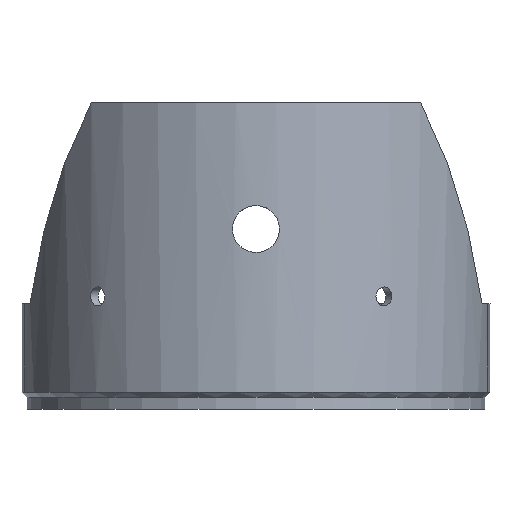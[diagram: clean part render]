
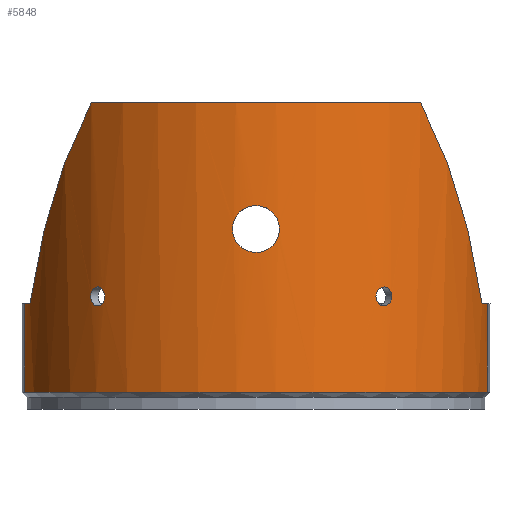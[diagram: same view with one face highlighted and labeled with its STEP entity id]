
A CAD part, left-side view. The second image highlights one B-rep face of the part: STEP entity #5848.
In plain terms, the highlighted cylindrical face has radius 39.87 mm (diameter 79.739 mm), a partial arc.
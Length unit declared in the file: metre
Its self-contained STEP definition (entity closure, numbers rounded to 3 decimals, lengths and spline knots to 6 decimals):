
#268=ELLIPSE('',#6196,0.085474,0.03987);
#269=ELLIPSE('',#6198,0.085474,0.03987);
#276=LINE('',#8357,#697);
#277=LINE('',#8470,#698);
#697=VECTOR('',#6741,1.);
#698=VECTOR('',#6748,1.);
#1118=CIRCLE('',#6193,0.03987);
#1119=CIRCLE('',#6194,0.03987);
#1120=CIRCLE('',#6195,0.03987);
#1121=CIRCLE('',#6197,0.03987);
#1347=ORIENTED_EDGE('',*,*,#3215,.T.);
#1348=ORIENTED_EDGE('',*,*,#3216,.T.);
#1349=ORIENTED_EDGE('',*,*,#3217,.T.);
#1350=ORIENTED_EDGE('',*,*,#3218,.F.);
#1351=ORIENTED_EDGE('',*,*,#3212,.T.);
#1352=ORIENTED_EDGE('',*,*,#3219,.T.);
#1353=ORIENTED_EDGE('',*,*,#3220,.F.);
#1354=ORIENTED_EDGE('',*,*,#3221,.F.);
#1355=ORIENTED_EDGE('',*,*,#3222,.F.);
#1356=ORIENTED_EDGE('',*,*,#3223,.F.);
#1357=ORIENTED_EDGE('',*,*,#3224,.F.);
#3212=EDGE_CURVE('',#4146,#4147,#276,.T.);
#3215=EDGE_CURVE('',#4148,#4148,#4766,.T.);
#3216=EDGE_CURVE('',#4149,#4149,#4767,.T.);
#3217=EDGE_CURVE('',#4150,#4150,#4768,.T.);
#3218=EDGE_CURVE('',#4146,#4151,#1118,.T.);
#3219=EDGE_CURVE('',#4147,#4152,#1119,.T.);
#3220=EDGE_CURVE('',#4153,#4152,#277,.T.);
#3221=EDGE_CURVE('',#4154,#4153,#1120,.T.);
#3222=EDGE_CURVE('',#4155,#4154,#268,.T.);
#3223=EDGE_CURVE('',#4156,#4155,#1121,.T.);
#3224=EDGE_CURVE('',#4151,#4156,#269,.T.);
#4146=VERTEX_POINT('',#8358);
#4147=VERTEX_POINT('',#8359);
#4148=VERTEX_POINT('',#8441);
#4149=VERTEX_POINT('',#8453);
#4150=VERTEX_POINT('',#8465);
#4151=VERTEX_POINT('',#8467);
#4152=VERTEX_POINT('',#8469);
#4153=VERTEX_POINT('',#8471);
#4154=VERTEX_POINT('',#8473);
#4155=VERTEX_POINT('',#8475);
#4156=VERTEX_POINT('',#8477);
#4766=B_SPLINE_CURVE_WITH_KNOTS('',3,(#8430,#8431,#8432,#8433,#8434,#8435,
#8436,#8437,#8438,#8439,#8440),.UNSPECIFIED.,.T.,.F.,(1,1,1,1,1,1,1,1,1,
1,1,1,1,1,1),(-0.003778,-0.002519,-0.001259,
0.,0.001259,0.002519,0.003778,0.005037,
0.006296,0.007556,0.008815,0.010074,
0.011334,0.012593,0.013852),.UNSPECIFIED.);
#4767=B_SPLINE_CURVE_WITH_KNOTS('',3,(#8442,#8443,#8444,#8445,#8446,#8447,
#8448,#8449,#8450,#8451,#8452),.UNSPECIFIED.,.T.,.F.,(1,1,1,1,1,1,1,1,1,
1,1,1,1,1,1),(-0.003778,-0.002519,-0.001259,
0.,0.001259,0.002519,0.003778,0.005037,
0.006296,0.007556,0.008815,0.010074,
0.011334,0.012593,0.013852),.UNSPECIFIED.);
#4768=B_SPLINE_CURVE_WITH_KNOTS('',3,(#8454,#8455,#8456,#8457,#8458,#8459,
#8460,#8461,#8462,#8463,#8464),.UNSPECIFIED.,.T.,.F.,(1,1,1,1,1,1,1,1,1,
1,1,1,1,1,1),(-0.009384,-0.006256,-0.003128,
0.,0.003128,0.006256,0.009384,
0.012512,0.01564,0.018768,0.021896,
0.025024,0.028153,0.031281,0.034409),
 .UNSPECIFIED.);
#5069=EDGE_LOOP('',(#1347));
#5070=EDGE_LOOP('',(#1348));
#5071=EDGE_LOOP('',(#1349));
#5072=EDGE_LOOP('',(#1350,#1351,#1352,#1353,#1354,#1355,#1356,#1357));
#5425=FACE_BOUND('',#5069,.T.);
#5426=FACE_BOUND('',#5070,.T.);
#5427=FACE_BOUND('',#5071,.T.);
#5428=FACE_BOUND('',#5072,.T.);
#5774=CYLINDRICAL_SURFACE('',#6192,0.03987);
#5848=ADVANCED_FACE('',(#5425,#5426,#5427,#5428),#5774,.T.);
#6192=AXIS2_PLACEMENT_3D('',#8429,#6742,#6743);
#6193=AXIS2_PLACEMENT_3D('',#8466,#6744,#6745);
#6194=AXIS2_PLACEMENT_3D('',#8468,#6746,#6747);
#6195=AXIS2_PLACEMENT_3D('',#8472,#6749,#6750);
#6196=AXIS2_PLACEMENT_3D('',#8474,#6751,#6752);
#6197=AXIS2_PLACEMENT_3D('',#8476,#6753,#6754);
#6198=AXIS2_PLACEMENT_3D('',#8478,#6755,#6756);
#6741=DIRECTION('',(0.,0.,-1.));
#6742=DIRECTION('',(0.,0.,-1.));
#6743=DIRECTION('',(-1.,0.,0.));
#6744=DIRECTION('',(0.,0.,1.));
#6745=DIRECTION('',(1.,0.,0.));
#6746=DIRECTION('',(0.,0.,1.));
#6747=DIRECTION('',(1.,0.,0.));
#6748=DIRECTION('',(0.,0.,-1.));
#6749=DIRECTION('',(0.,0.,1.));
#6750=DIRECTION('',(1.,0.,0.));
#6751=DIRECTION('',(0.885,0.,0.466));
#6752=DIRECTION('',(0.466,0.,-0.885));
#6753=DIRECTION('',(0.,0.,1.));
#6754=DIRECTION('',(1.,0.,0.));
#6755=DIRECTION('',(0.885,0.,0.466));
#6756=DIRECTION('',(0.466,0.,-0.885));
#8357=CARTESIAN_POINT('',(-0.006,0.039416,0.0522));
#8358=CARTESIAN_POINT('',(-0.006,0.039416,0.018));
#8359=CARTESIAN_POINT('',(-0.006,0.039416,0.002895));
#8429=CARTESIAN_POINT('',(0.,0.,0.0522));
#8430=CARTESIAN_POINT('',(-0.028467,0.02792,0.017949));
#8431=CARTESIAN_POINT('',(-0.028094,0.028289,0.019213));
#8432=CARTESIAN_POINT('',(-0.028466,0.02792,0.020475));
#8433=CARTESIAN_POINT('',(-0.029338,0.027009,0.020998));
#8434=CARTESIAN_POINT('',(-0.030176,0.026063,0.020476));
#8435=CARTESIAN_POINT('',(-0.030512,0.025662,0.019213));
#8436=CARTESIAN_POINT('',(-0.030177,0.026062,0.017952));
#8437=CARTESIAN_POINT('',(-0.02934,0.027007,0.017427));
#8438=CARTESIAN_POINT('',(-0.028467,0.02792,0.017949));
#8439=CARTESIAN_POINT('',(-0.028094,0.028289,0.019213));
#8440=CARTESIAN_POINT('',(-0.028466,0.02792,0.020475));
#8441=CARTESIAN_POINT('',(-0.028218,0.028166,0.019213));
#8442=CARTESIAN_POINT('',(-0.034054,-0.020742,0.017949));
#8443=CARTESIAN_POINT('',(-0.03432,-0.020289,0.019213));
#8444=CARTESIAN_POINT('',(-0.034054,-0.020741,0.020475));
#8445=CARTESIAN_POINT('',(-0.033385,-0.02181,0.020998));
#8446=CARTESIAN_POINT('',(-0.032674,-0.022854,0.020476));
#8447=CARTESIAN_POINT('',(-0.032367,-0.023279,0.019213));
#8448=CARTESIAN_POINT('',(-0.032673,-0.022856,0.017952));
#8449=CARTESIAN_POINT('',(-0.033383,-0.021813,0.017427));
#8450=CARTESIAN_POINT('',(-0.034054,-0.020742,0.017949));
#8451=CARTESIAN_POINT('',(-0.03432,-0.020289,0.019213));
#8452=CARTESIAN_POINT('',(-0.034054,-0.020741,0.020475));
#8453=CARTESIAN_POINT('',(-0.034232,-0.02044,0.019213));
#8454=CARTESIAN_POINT('',(-0.039769,-0.003138,0.027568));
#8455=CARTESIAN_POINT('',(-0.03992,0.000001,0.026266));
#8456=CARTESIAN_POINT('',(-0.039769,0.003135,0.027567));
#8457=CARTESIAN_POINT('',(-0.039618,0.004432,0.030697));
#8458=CARTESIAN_POINT('',(-0.039769,0.003136,0.033834));
#8459=CARTESIAN_POINT('',(-0.03992,0.000001,0.035132));
#8460=CARTESIAN_POINT('',(-0.03977,-0.003131,0.033838));
#8461=CARTESIAN_POINT('',(-0.039618,-0.004433,0.030704));
#8462=CARTESIAN_POINT('',(-0.039769,-0.003138,0.027568));
#8463=CARTESIAN_POINT('',(-0.03992,0.000001,0.026266));
#8464=CARTESIAN_POINT('',(-0.039769,0.003135,0.027567));
#8465=CARTESIAN_POINT('',(-0.03987,0.,0.0267));
#8466=CARTESIAN_POINT('',(0.,0.,0.018));
#8467=CARTESIAN_POINT('',(-0.010306,0.038515,0.018));
#8468=CARTESIAN_POINT('',(0.,0.,0.002895));
#8469=CARTESIAN_POINT('',(-0.006,-0.039416,0.002895));
#8470=CARTESIAN_POINT('',(-0.006,-0.039416,0.0522));
#8471=CARTESIAN_POINT('',(-0.006,-0.039416,0.018));
#8472=CARTESIAN_POINT('',(0.,0.,0.018));
#8473=CARTESIAN_POINT('',(-0.010306,-0.038515,0.018));
#8474=CARTESIAN_POINT('',(0.,0.,-0.001543));
#8475=CARTESIAN_POINT('',(-0.028341,-0.028042,0.0522));
#8476=CARTESIAN_POINT('',(0.,0.,0.0522));
#8477=CARTESIAN_POINT('',(-0.028341,0.028042,0.0522));
#8478=CARTESIAN_POINT('',(0.,0.,-0.001543));
